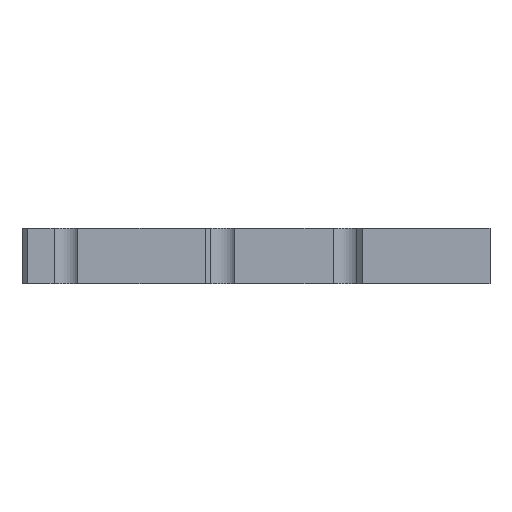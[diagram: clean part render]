
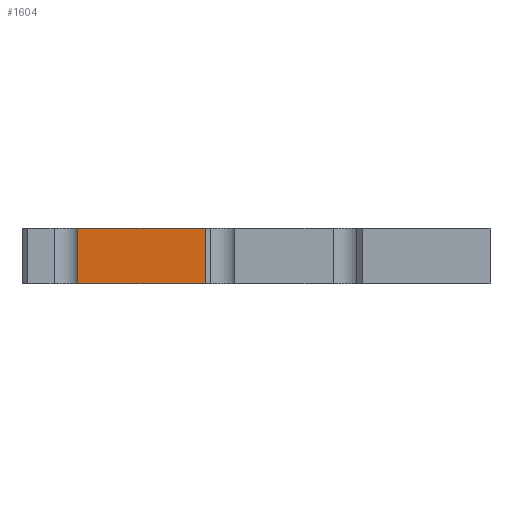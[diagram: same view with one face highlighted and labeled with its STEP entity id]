
A CAD part, front view. The second image highlights one B-rep face of the part: STEP entity #1604.
In plain terms, the highlighted planar face has unit normal (0, -1, 0).
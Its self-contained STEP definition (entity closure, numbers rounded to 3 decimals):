
#38=PLANE('',#1737);
#96=FACE_OUTER_BOUND('',#184,.T.);
#184=EDGE_LOOP('',(#1205,#1206,#1207,#1208));
#303=LINE('',#2432,#483);
#331=LINE('',#2511,#511);
#332=LINE('',#2514,#512);
#333=LINE('',#2515,#513);
#483=VECTOR('',#1938,10.);
#511=VECTOR('',#2000,10.);
#512=VECTOR('',#2003,10.);
#513=VECTOR('',#2004,10.);
#726=VERTEX_POINT('',#2429);
#727=VERTEX_POINT('',#2431);
#760=VERTEX_POINT('',#2507);
#762=VERTEX_POINT('',#2513);
#897=EDGE_CURVE('',#726,#727,#303,.T.);
#937=EDGE_CURVE('',#727,#760,#331,.T.);
#938=EDGE_CURVE('',#726,#762,#332,.T.);
#939=EDGE_CURVE('',#760,#762,#333,.T.);
#1205=ORIENTED_EDGE('',*,*,#937,.F.);
#1206=ORIENTED_EDGE('',*,*,#897,.F.);
#1207=ORIENTED_EDGE('',*,*,#938,.T.);
#1208=ORIENTED_EDGE('',*,*,#939,.F.);
#1604=ADVANCED_FACE('',(#96),#38,.T.);
#1737=AXIS2_PLACEMENT_3D('',#2512,#2001,#2002);
#1938=DIRECTION('',(1.,0.,0.));
#2000=DIRECTION('',(0.,0.,-1.));
#2001=DIRECTION('center_axis',(0.,-1.,0.));
#2002=DIRECTION('ref_axis',(-1.,0.,0.));
#2003=DIRECTION('',(0.,0.,-1.));
#2004=DIRECTION('',(-1.,0.,0.));
#2429=CARTESIAN_POINT('',(0.,-84.5,0.));
#2431=CARTESIAN_POINT('',(11.45,-84.5,0.));
#2432=CARTESIAN_POINT('',(0.,-84.5,0.));
#2507=CARTESIAN_POINT('',(11.45,-84.5,-5.));
#2511=CARTESIAN_POINT('',(11.45,-84.5,0.));
#2512=CARTESIAN_POINT('Origin',(11.95,-84.5,0.));
#2513=CARTESIAN_POINT('',(0.,-84.5,-5.));
#2514=CARTESIAN_POINT('',(0.,-84.5,0.));
#2515=CARTESIAN_POINT('',(0.,-84.5,-5.));
